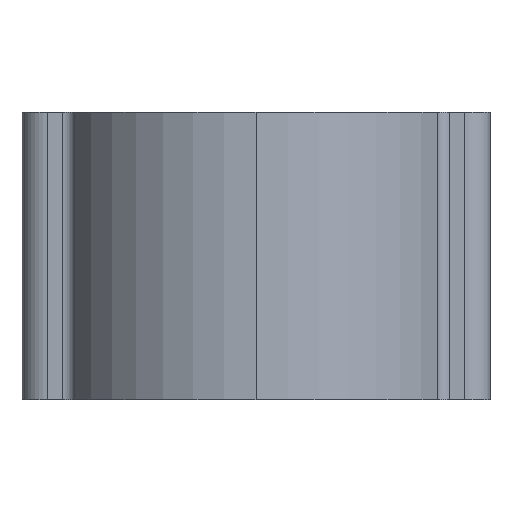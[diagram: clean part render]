
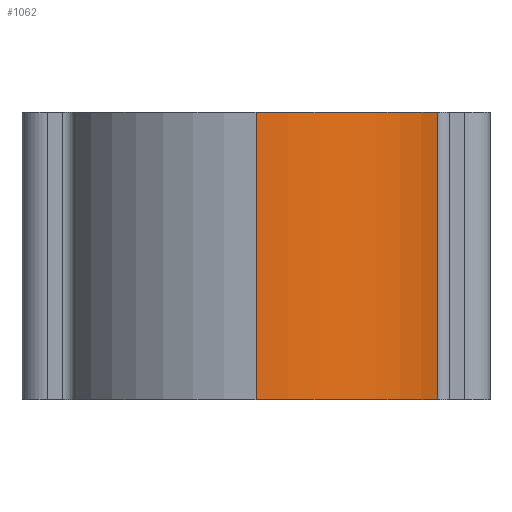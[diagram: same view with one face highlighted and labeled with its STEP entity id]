
A CAD part, left-side view. The second image highlights one B-rep face of the part: STEP entity #1062.
In plain terms, the highlighted cylindrical face has radius 4.211 mm (diameter 8.422 mm), a partial arc.
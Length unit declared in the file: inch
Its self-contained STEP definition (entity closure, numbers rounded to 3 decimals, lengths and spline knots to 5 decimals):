
#80 = AXIS2_PLACEMENT_3D ( 'NONE', #213, #316, #103 ) ;
#103 = DIRECTION ( 'NONE',  ( -1., 0., 0. ) ) ;
#127 = VERTEX_POINT ( 'NONE', #937 ) ;
#137 = DIRECTION ( 'NONE',  ( 1., 0., 0. ) ) ;
#144 = DIRECTION ( 'NONE',  ( 0., 0., 1. ) ) ;
#153 = VECTOR ( 'NONE', #328, 39.37008 ) ;
#213 = CARTESIAN_POINT ( 'NONE',  ( 0., 0., 0.11719 ) ) ;
#244 = CARTESIAN_POINT ( 'NONE',  ( 0., 0., -0.11719 ) ) ;
#316 = DIRECTION ( 'NONE',  ( 0., 0., -1. ) ) ;
#328 = DIRECTION ( 'NONE',  ( 0., 0., -1. ) ) ;
#332 = ORIENTED_EDGE ( 'NONE', *, *, #1004, .F. ) ;
#374 = VERTEX_POINT ( 'NONE', #945 ) ;
#428 = CARTESIAN_POINT ( 'NONE',  ( -0.1658, 0., 0.11719 ) ) ;
#453 = VERTEX_POINT ( 'NONE', #1006 ) ;
#461 = ORIENTED_EDGE ( 'NONE', *, *, #1143, .T. ) ;
#491 = ORIENTED_EDGE ( 'NONE', *, *, #1257, .T. ) ;
#613 = ORIENTED_EDGE ( 'NONE', *, *, #1136, .T. ) ;
#640 = DIRECTION ( 'NONE',  ( 0., 0., 1. ) ) ;
#712 = VECTOR ( 'NONE', #640, 39.37008 ) ;
#836 = CIRCLE ( 'NONE', #1020, 0.1658 ) ;
#857 = CIRCLE ( 'NONE', #920, 0.1658 ) ;
#911 = CARTESIAN_POINT ( 'NONE',  ( -0.07508, -0.14782, 0.11719 ) ) ;
#920 = AXIS2_PLACEMENT_3D ( 'NONE', #1091, #1087, #1009 ) ;
#937 = CARTESIAN_POINT ( 'NONE',  ( -0.1658, 0., -0.11719 ) ) ;
#945 = CARTESIAN_POINT ( 'NONE',  ( -0.1658, 0., 0.11719 ) ) ;
#954 = LINE ( 'NONE', #428, #153 ) ;
#1004 = EDGE_CURVE ( 'NONE', #374, #1086, #857, .T. ) ;
#1006 = CARTESIAN_POINT ( 'NONE',  ( -0.07508, -0.14782, -0.11719 ) ) ;
#1009 = DIRECTION ( 'NONE',  ( 1., 0., 0. ) ) ;
#1020 = AXIS2_PLACEMENT_3D ( 'NONE', #244, #144, #137 ) ;
#1062 = ADVANCED_FACE ( 'NONE', ( #1263 ), #1244, .T. ) ;
#1076 = EDGE_LOOP ( 'NONE', ( #332, #461, #491, #613 ) ) ;
#1086 = VERTEX_POINT ( 'NONE', #1194 ) ;
#1087 = DIRECTION ( 'NONE',  ( 0., 0., 1. ) ) ;
#1091 = CARTESIAN_POINT ( 'NONE',  ( 0., 0., 0.11719 ) ) ;
#1136 = EDGE_CURVE ( 'NONE', #453, #1086, #1222, .T. ) ;
#1143 = EDGE_CURVE ( 'NONE', #374, #127, #954, .T. ) ;
#1194 = CARTESIAN_POINT ( 'NONE',  ( -0.07508, -0.14782, 0.11719 ) ) ;
#1222 = LINE ( 'NONE', #911, #712 ) ;
#1244 = CYLINDRICAL_SURFACE ( 'NONE', #80, 0.1658 ) ;
#1257 = EDGE_CURVE ( 'NONE', #127, #453, #836, .T. ) ;
#1263 = FACE_OUTER_BOUND ( 'NONE', #1076, .T. ) ;
